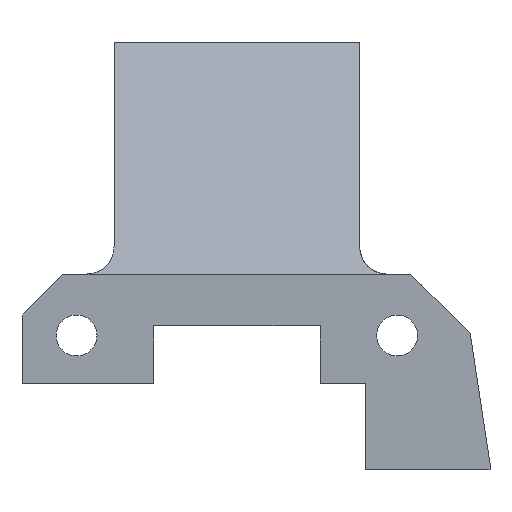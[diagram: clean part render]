
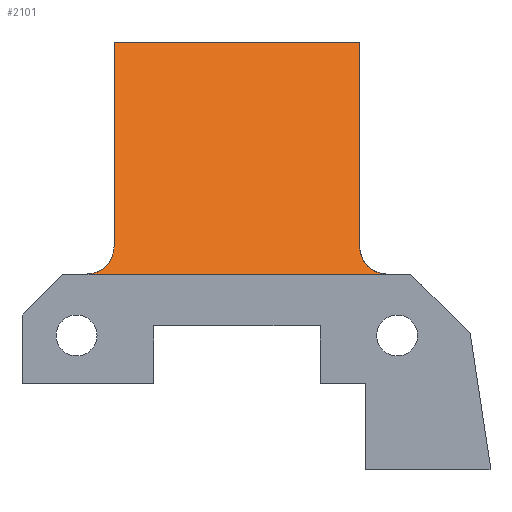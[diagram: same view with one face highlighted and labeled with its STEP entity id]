
A CAD part, left-side view. The second image highlights one B-rep face of the part: STEP entity #2101.
In plain terms, the highlighted planar face has unit normal (-0.899, 0, 0.438).
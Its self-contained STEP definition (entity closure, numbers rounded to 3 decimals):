
#14 = CARTESIAN_POINT ( 'NONE',  ( -5.431, -3.175, 28.175 ) ) ;
#98 = CARTESIAN_POINT ( 'NONE',  ( -12.746, 3.575, 13.175 ) ) ;
#141 = CARTESIAN_POINT ( 'NONE',  ( -12.746, 21.575, 13.175 ) ) ;
#221 = VECTOR ( 'NONE', #2414, 1000. ) ;
#287 = CARTESIAN_POINT ( 'NONE',  ( -5.431, -3.175, 28.175 ) ) ;
#290 = DIRECTION ( 'NONE',  ( 0.899, 0., -0.438 ) ) ;
#292 = ORIENTED_EDGE ( 'NONE', *, *, #2157, .F. ) ;
#314 = CARTESIAN_POINT ( 'NONE',  ( -1.422, 3.575, 36.394 ) ) ;
#354 = CARTESIAN_POINT ( 'NONE',  ( -13.722, 1.575, 11.175 ) ) ;
#379 = ORIENTED_EDGE ( 'NONE', *, *, #1348, .T. ) ;
#393 = AXIS2_PLACEMENT_3D ( 'NONE', #14, #290, #1204 ) ;
#581 = CARTESIAN_POINT ( 'NONE',  ( -13.722, 2.747, 11.175 ) ) ;
#600 = CARTESIAN_POINT ( 'NONE',  ( -13.318, 3.575, 12.003 ) ) ;
#750 = FACE_OUTER_BOUND ( 'NONE', #1544, .T. ) ;
#762 = EDGE_CURVE ( 'NONE', #2714, #1537, #2706, .T. ) ;
#822 = VERTEX_POINT ( 'NONE', #1562 ) ;
#923 = CARTESIAN_POINT ( 'NONE',  ( -12.746, 21.575, 13.175 ) ) ;
#991 = LINE ( 'NONE', #287, #221 ) ;
#1015 = VECTOR ( 'NONE', #2828, 1000. ) ;
#1058 = CARTESIAN_POINT ( 'NONE',  ( -5.43, 21.575, 28.175 ) ) ;
#1060 = DIRECTION ( 'NONE',  ( 0., 1., 0. ) ) ;
#1105 = ORIENTED_EDGE ( 'NONE', *, *, #2105, .T. ) ;
#1175 = CARTESIAN_POINT ( 'NONE',  ( -5.431, 3.575, 28.175 ) ) ;
#1188 = VECTOR ( 'NONE', #1322, 1000. ) ;
#1204 = DIRECTION ( 'NONE',  ( -0.438, 0., -0.899 ) ) ;
#1322 = DIRECTION ( 'NONE',  ( -0.438, 0., -0.899 ) ) ;
#1348 = EDGE_CURVE ( 'NONE', #2423, #2714, #991, .T. ) ;
#1366 = CARTESIAN_POINT ( 'NONE',  ( -13.722, 1.575, 11.175 ) ) ;
#1391 =( BOUNDED_CURVE ( )  B_SPLINE_CURVE ( 3, ( #923, #1636, #2570, #1890 ),
 .UNSPECIFIED., .F., .T. ) 
 B_SPLINE_CURVE_WITH_KNOTS ( ( 4, 4 ),
 ( 1.571, 3.142 ),
 .UNSPECIFIED. ) 
 CURVE ( )  GEOMETRIC_REPRESENTATION_ITEM ( )  RATIONAL_B_SPLINE_CURVE ( ( 1., 0.805, 0.805, 1. ) ) 
 REPRESENTATION_ITEM ( '' )  );
#1507 = CARTESIAN_POINT ( 'NONE',  ( -12.746, 3.575, 13.175 ) ) ;
#1508 =( BOUNDED_CURVE ( )  B_SPLINE_CURVE ( 3, ( #354, #581, #600, #1507 ),
 .UNSPECIFIED., .F., .F. ) 
 B_SPLINE_CURVE_WITH_KNOTS ( ( 4, 4 ),
 ( 3.142, 4.712 ),
 .UNSPECIFIED. ) 
 CURVE ( )  GEOMETRIC_REPRESENTATION_ITEM ( )  RATIONAL_B_SPLINE_CURVE ( ( 1., 0.805, 0.805, 1. ) ) 
 REPRESENTATION_ITEM ( '' )  );
#1537 = VERTEX_POINT ( 'NONE', #141 ) ;
#1544 = EDGE_LOOP ( 'NONE', ( #379, #1698, #1105, #292, #2339, #2080 ) ) ;
#1562 = CARTESIAN_POINT ( 'NONE',  ( -13.722, 23.575, 11.175 ) ) ;
#1636 = CARTESIAN_POINT ( 'NONE',  ( -13.318, 21.575, 12.003 ) ) ;
#1698 = ORIENTED_EDGE ( 'NONE', *, *, #762, .T. ) ;
#1748 = VERTEX_POINT ( 'NONE', #1366 ) ;
#1890 = CARTESIAN_POINT ( 'NONE',  ( -13.722, 23.575, 11.175 ) ) ;
#1975 = VECTOR ( 'NONE', #1060, 1000. ) ;
#2080 = ORIENTED_EDGE ( 'NONE', *, *, #2969, .F. ) ;
#2092 = CARTESIAN_POINT ( 'NONE',  ( -13.722, -3.175, 11.175 ) ) ;
#2101 = ADVANCED_FACE ( 'NONE', ( #750 ), #2583, .F. ) ;
#2105 = EDGE_CURVE ( 'NONE', #1537, #822, #1391, .T. ) ;
#2114 = LINE ( 'NONE', #314, #1015 ) ;
#2157 = EDGE_CURVE ( 'NONE', #1748, #822, #2325, .T. ) ;
#2219 = EDGE_CURVE ( 'NONE', #1748, #2571, #1508, .T. ) ;
#2325 = LINE ( 'NONE', #2092, #1975 ) ;
#2339 = ORIENTED_EDGE ( 'NONE', *, *, #2219, .T. ) ;
#2414 = DIRECTION ( 'NONE',  ( 0., 1., 0. ) ) ;
#2423 = VERTEX_POINT ( 'NONE', #1175 ) ;
#2570 = CARTESIAN_POINT ( 'NONE',  ( -13.722, 22.403, 11.175 ) ) ;
#2571 = VERTEX_POINT ( 'NONE', #98 ) ;
#2583 = PLANE ( 'NONE',  #393 ) ;
#2706 = LINE ( 'NONE', #2717, #1188 ) ;
#2714 = VERTEX_POINT ( 'NONE', #1058 ) ;
#2717 = CARTESIAN_POINT ( 'NONE',  ( -5.431, 21.575, 28.175 ) ) ;
#2828 = DIRECTION ( 'NONE',  ( -0.438, 0., -0.899 ) ) ;
#2969 = EDGE_CURVE ( 'NONE', #2423, #2571, #2114, .T. ) ;
